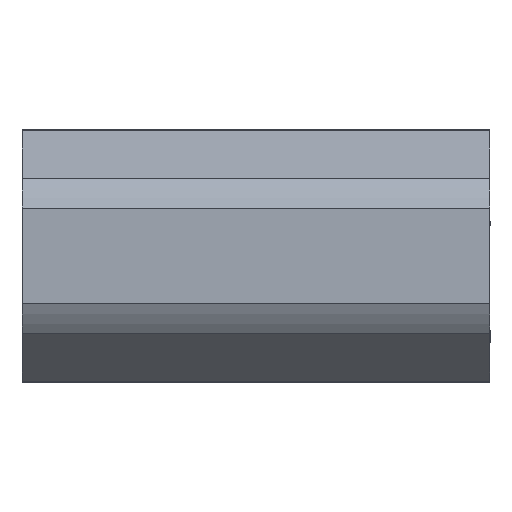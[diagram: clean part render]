
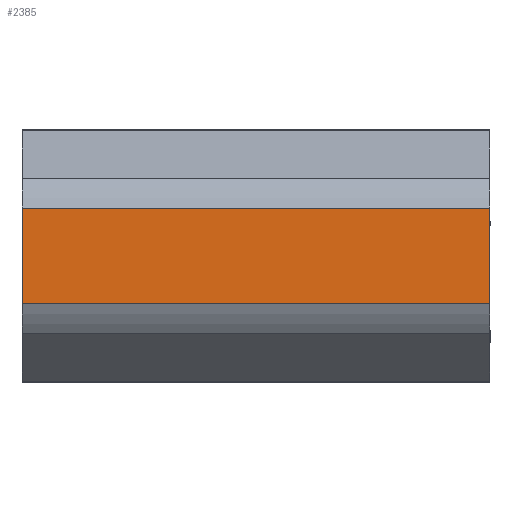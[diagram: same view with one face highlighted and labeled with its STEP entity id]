
A CAD part, top view. The second image highlights one B-rep face of the part: STEP entity #2385.
In plain terms, the highlighted planar face has unit normal (0, 0, 1).
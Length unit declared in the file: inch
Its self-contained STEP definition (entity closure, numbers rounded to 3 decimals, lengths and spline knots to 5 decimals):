
#15 = CARTESIAN_POINT ( 'NONE',  ( 0.25, -0.10198, 0.25 ) ) ;
#29 = VECTOR ( 'NONE', #1600, 39.37008 ) ;
#157 = VERTEX_POINT ( 'NONE', #2583 ) ;
#239 = LINE ( 'NONE', #685, #29 ) ;
#291 = DIRECTION ( 'NONE',  ( -1., 0., 0. ) ) ;
#304 = LINE ( 'NONE', #1464, #2972 ) ;
#349 = ORIENTED_EDGE ( 'NONE', *, *, #630, .F. ) ;
#627 = DIRECTION ( 'NONE',  ( 0., 1., 0. ) ) ;
#630 = EDGE_CURVE ( 'NONE', #1227, #2652, #1140, .T. ) ;
#685 = CARTESIAN_POINT ( 'NONE',  ( -0.5, 0.10198, 0.25 ) ) ;
#747 = CARTESIAN_POINT ( 'NONE',  ( -0.5, -0.10198, 0.25 ) ) ;
#862 = FACE_OUTER_BOUND ( 'NONE', #1963, .T. ) ;
#1052 = CARTESIAN_POINT ( 'NONE',  ( 0.5, 0.10198, 0.25 ) ) ;
#1119 = EDGE_CURVE ( 'NONE', #157, #1227, #1292, .T. ) ;
#1140 = LINE ( 'NONE', #15, #2286 ) ;
#1191 = VECTOR ( 'NONE', #1969, 39.37008 ) ;
#1227 = VERTEX_POINT ( 'NONE', #1495 ) ;
#1292 = LINE ( 'NONE', #1052, #1191 ) ;
#1377 = ORIENTED_EDGE ( 'NONE', *, *, #2225, .T. ) ;
#1464 = CARTESIAN_POINT ( 'NONE',  ( 0.25, 0.10198, 0.25 ) ) ;
#1495 = CARTESIAN_POINT ( 'NONE',  ( 0.5, -0.10198, 0.25 ) ) ;
#1549 = CARTESIAN_POINT ( 'NONE',  ( 0.25, 0., 0.25 ) ) ;
#1600 = DIRECTION ( 'NONE',  ( 0., -1., 0. ) ) ;
#1689 = ORIENTED_EDGE ( 'NONE', *, *, #2796, .T. ) ;
#1779 = DIRECTION ( 'NONE',  ( -1., 0., 0. ) ) ;
#1958 = AXIS2_PLACEMENT_3D ( 'NONE', #1549, #2222, #627 ) ;
#1963 = EDGE_LOOP ( 'NONE', ( #1689, #1377, #349, #2619 ) ) ;
#1969 = DIRECTION ( 'NONE',  ( 0., -1., 0. ) ) ;
#1974 = PLANE ( 'NONE',  #1958 ) ;
#2217 = VERTEX_POINT ( 'NONE', #2292 ) ;
#2222 = DIRECTION ( 'NONE',  ( 0., 0., -1. ) ) ;
#2225 = EDGE_CURVE ( 'NONE', #2217, #2652, #239, .T. ) ;
#2286 = VECTOR ( 'NONE', #1779, 39.37008 ) ;
#2292 = CARTESIAN_POINT ( 'NONE',  ( -0.5, 0.10198, 0.25 ) ) ;
#2385 = ADVANCED_FACE ( 'NONE', ( #862 ), #1974, .F. ) ;
#2583 = CARTESIAN_POINT ( 'NONE',  ( 0.5, 0.10198, 0.25 ) ) ;
#2619 = ORIENTED_EDGE ( 'NONE', *, *, #1119, .F. ) ;
#2652 = VERTEX_POINT ( 'NONE', #747 ) ;
#2796 = EDGE_CURVE ( 'NONE', #157, #2217, #304, .T. ) ;
#2972 = VECTOR ( 'NONE', #291, 39.37008 ) ;
